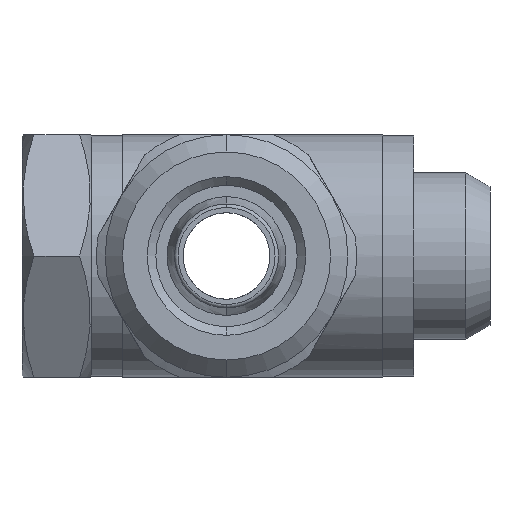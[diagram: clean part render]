
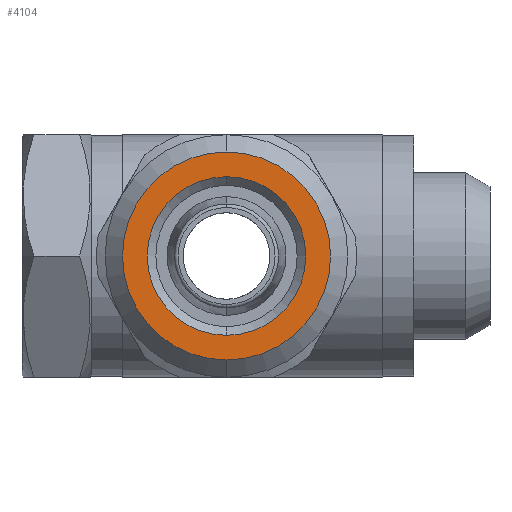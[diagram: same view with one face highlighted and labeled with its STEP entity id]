
A CAD part, left-side view. The second image highlights one B-rep face of the part: STEP entity #4104.
In plain terms, the highlighted planar face has unit normal (-1, 0, 0).
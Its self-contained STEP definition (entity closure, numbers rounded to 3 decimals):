
#224 = CARTESIAN_POINT ( 'NONE',  ( -22.352, 15.2, 0. ) ) ;
#225 = DIRECTION ( 'NONE',  ( 1., 0., 0. ) ) ;
#226 = DIRECTION ( 'NONE',  ( 0., 0., -1. ) ) ;
#230 = CARTESIAN_POINT ( 'NONE',  ( -22.352, 15.2, 0. ) ) ;
#231 = DIRECTION ( 'NONE',  ( 1., 0., 0. ) ) ;
#232 = DIRECTION ( 'NONE',  ( 0., 0., -1. ) ) ;
#316 = FACE_BOUND ( 'NONE', #2947, .T. ) ;
#338 = FACE_OUTER_BOUND ( 'NONE', #2808, .T. ) ;
#726 = CARTESIAN_POINT ( 'NONE',  ( -22.352, 15.2, 0. ) ) ;
#727 = DIRECTION ( 'NONE',  ( 1., 0., 0. ) ) ;
#728 = DIRECTION ( 'NONE',  ( 0., 0., -1. ) ) ;
#729 = CARTESIAN_POINT ( 'NONE',  ( -22.352, 15.2, 0. ) ) ;
#730 = DIRECTION ( 'NONE',  ( 1., 0., 0. ) ) ;
#731 = DIRECTION ( 'NONE',  ( 0., 0., -1. ) ) ;
#869 = PLANE ( 'NONE',  #2121 ) ;
#870 = CARTESIAN_POINT ( 'NONE',  ( -22.352, 21.2, 0. ) ) ;
#871 = DIRECTION ( 'NONE',  ( -1., 0., 0. ) ) ;
#872 = DIRECTION ( 'NONE',  ( 0., 0., 1. ) ) ;
#1969 = AXIS2_PLACEMENT_3D ( 'NONE', #230, #231, #232 ) ;
#1987 = AXIS2_PLACEMENT_3D ( 'NONE', #224, #225, #226 ) ;
#2023 = CIRCLE ( 'NONE', #2085, 6. ) ;
#2038 = CIRCLE ( 'NONE', #1969, 4.575 ) ;
#2076 = CIRCLE ( 'NONE', #1987, 6. ) ;
#2085 = AXIS2_PLACEMENT_3D ( 'NONE', #729, #730, #731 ) ;
#2088 = AXIS2_PLACEMENT_3D ( 'NONE', #726, #727, #728 ) ;
#2092 = CIRCLE ( 'NONE', #2088, 4.575 ) ;
#2121 = AXIS2_PLACEMENT_3D ( 'NONE', #870, #871, #872 ) ;
#2351 = VERTEX_POINT ( 'NONE', #4210 ) ;
#2383 = VERTEX_POINT ( 'NONE', #4242 ) ;
#2720 = CARTESIAN_POINT ( 'NONE',  ( -22.352, 15.2, -4.575 ) ) ;
#2733 = CARTESIAN_POINT ( 'NONE',  ( -22.352, 15.2, 6. ) ) ;
#2808 = EDGE_LOOP ( 'NONE', ( #3770, #3769 ) ) ;
#2947 = EDGE_LOOP ( 'NONE', ( #3767, #3768 ) ) ;
#3123 = EDGE_CURVE ( 'NONE', #3466, #2383, #2076, .T. ) ;
#3125 = EDGE_CURVE ( 'NONE', #3453, #2351, #2038, .T. ) ;
#3453 = VERTEX_POINT ( 'NONE', #2720 ) ;
#3466 = VERTEX_POINT ( 'NONE', #2733 ) ;
#3767 = ORIENTED_EDGE ( 'NONE', *, *, #4076, .T. ) ;
#3768 = ORIENTED_EDGE ( 'NONE', *, *, #3125, .T. ) ;
#3769 = ORIENTED_EDGE ( 'NONE', *, *, #3123, .F. ) ;
#3770 = ORIENTED_EDGE ( 'NONE', *, *, #4077, .F. ) ;
#4076 = EDGE_CURVE ( 'NONE', #2351, #3453, #2092, .T. ) ;
#4077 = EDGE_CURVE ( 'NONE', #2383, #3466, #2023, .T. ) ;
#4104 = ADVANCED_FACE ( 'NONE', ( #316, #338 ), #869, .T. ) ;
#4210 = CARTESIAN_POINT ( 'NONE',  ( -22.352, 15.2, 4.575 ) ) ;
#4242 = CARTESIAN_POINT ( 'NONE',  ( -22.352, 15.2, -6. ) ) ;
